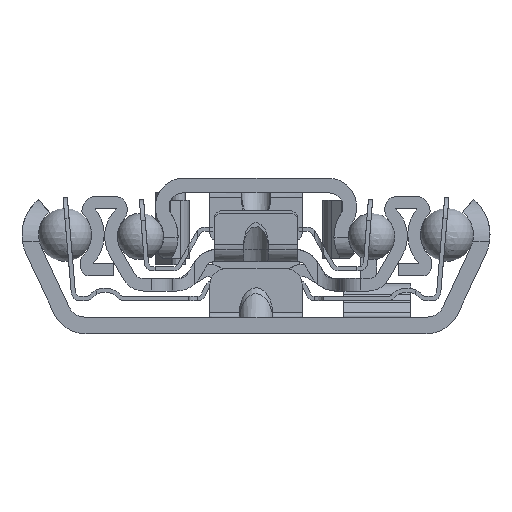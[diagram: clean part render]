
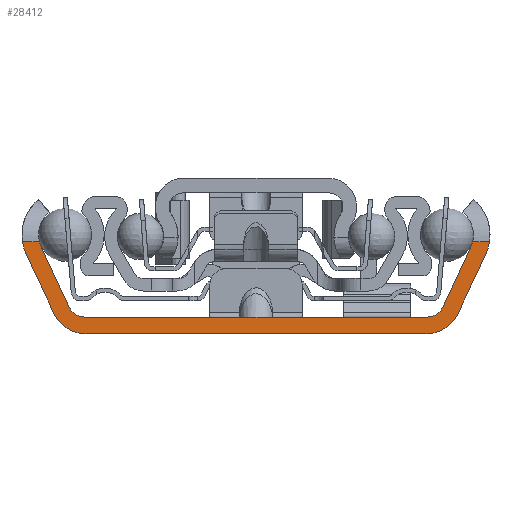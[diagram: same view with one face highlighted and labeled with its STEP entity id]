
A CAD part, left-side view. The second image highlights one B-rep face of the part: STEP entity #28412.
In plain terms, the highlighted planar face has unit normal (-1, 0, 0).
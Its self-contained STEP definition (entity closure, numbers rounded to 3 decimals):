
#516=PLANE('',#30402);
#1626=FACE_OUTER_BOUND('',#3122,.T.);
#3122=EDGE_LOOP('',(#19833,#19834,#19835,#19836,#19837,#19838,#19839,#19840,
#19841,#19842,#19843,#19844,#19845,#19846,#19847,#19848));
#4562=LINE('',#42101,#7256);
#4691=LINE('',#43249,#7385);
#4826=LINE('',#43730,#7520);
#4827=LINE('',#43745,#7521);
#4831=LINE('',#43756,#7525);
#4833=LINE('',#43763,#7527);
#4836=LINE('',#43772,#7530);
#4838=LINE('',#43779,#7532);
#7256=VECTOR('',#33145,10.);
#7385=VECTOR('',#33672,10.);
#7520=VECTOR('',#34047,10.);
#7521=VECTOR('',#34052,10.);
#7525=VECTOR('',#34068,10.);
#7527=VECTOR('',#34076,10.);
#7530=VECTOR('',#34089,10.);
#7532=VECTOR('',#34097,10.);
#10092=CIRCLE('',#30368,5.475);
#10101=CIRCLE('',#30379,3.5);
#10102=CIRCLE('',#30387,4.25);
#10103=CIRCLE('',#30390,3.5);
#10104=CIRCLE('',#30393,2.);
#10105=CIRCLE('',#30395,2.);
#10106=CIRCLE('',#30398,5.475);
#10107=CIRCLE('',#30401,4.25);
#11424=VERTEX_POINT('',#42099);
#11425=VERTEX_POINT('',#42100);
#11630=VERTEX_POINT('',#43247);
#11631=VERTEX_POINT('',#43248);
#11737=VERTEX_POINT('',#43661);
#11738=VERTEX_POINT('',#43674);
#11748=VERTEX_POINT('',#43701);
#11749=VERTEX_POINT('',#43712);
#11750=VERTEX_POINT('',#43716);
#11752=VERTEX_POINT('',#43733);
#11754=VERTEX_POINT('',#43752);
#11755=VERTEX_POINT('',#43758);
#11756=VERTEX_POINT('',#43762);
#11757=VERTEX_POINT('',#43768);
#11758=VERTEX_POINT('',#43774);
#11759=VERTEX_POINT('',#43778);
#14364=EDGE_CURVE('',#11424,#11425,#4562,.T.);
#14663=EDGE_CURVE('',#11630,#11631,#4691,.T.);
#14839=EDGE_CURVE('',#11737,#11738,#10092,.T.);
#14855=EDGE_CURVE('',#11748,#11749,#10101,.T.);
#14858=EDGE_CURVE('',#11750,#11748,#4826,.T.);
#14861=EDGE_CURVE('',#11752,#11737,#4827,.T.);
#14865=EDGE_CURVE('',#11754,#11630,#10102,.T.);
#14867=EDGE_CURVE('',#11738,#11754,#4831,.T.);
#14869=EDGE_CURVE('',#11755,#11752,#10103,.T.);
#14870=EDGE_CURVE('',#11756,#11755,#4833,.T.);
#14872=EDGE_CURVE('',#11425,#11756,#10104,.T.);
#14873=EDGE_CURVE('',#11757,#11424,#10105,.T.);
#14875=EDGE_CURVE('',#11749,#11757,#4836,.T.);
#14877=EDGE_CURVE('',#11758,#11750,#10106,.T.);
#14878=EDGE_CURVE('',#11759,#11758,#4838,.T.);
#14880=EDGE_CURVE('',#11631,#11759,#10107,.T.);
#19833=ORIENTED_EDGE('',*,*,#14861,.F.);
#19834=ORIENTED_EDGE('',*,*,#14869,.F.);
#19835=ORIENTED_EDGE('',*,*,#14870,.F.);
#19836=ORIENTED_EDGE('',*,*,#14872,.F.);
#19837=ORIENTED_EDGE('',*,*,#14364,.F.);
#19838=ORIENTED_EDGE('',*,*,#14873,.F.);
#19839=ORIENTED_EDGE('',*,*,#14875,.F.);
#19840=ORIENTED_EDGE('',*,*,#14855,.F.);
#19841=ORIENTED_EDGE('',*,*,#14858,.F.);
#19842=ORIENTED_EDGE('',*,*,#14877,.F.);
#19843=ORIENTED_EDGE('',*,*,#14878,.F.);
#19844=ORIENTED_EDGE('',*,*,#14880,.F.);
#19845=ORIENTED_EDGE('',*,*,#14663,.F.);
#19846=ORIENTED_EDGE('',*,*,#14865,.F.);
#19847=ORIENTED_EDGE('',*,*,#14867,.F.);
#19848=ORIENTED_EDGE('',*,*,#14839,.F.);
#28412=ADVANCED_FACE('',(#1626),#516,.F.);
#30368=AXIS2_PLACEMENT_3D('',#43675,#34014,#34015);
#30379=AXIS2_PLACEMENT_3D('',#43713,#34042,#34043);
#30387=AXIS2_PLACEMENT_3D('',#43753,#34063,#34064);
#30390=AXIS2_PLACEMENT_3D('',#43760,#34072,#34073);
#30393=AXIS2_PLACEMENT_3D('',#43766,#34080,#34081);
#30395=AXIS2_PLACEMENT_3D('',#43769,#34084,#34085);
#30398=AXIS2_PLACEMENT_3D('',#43776,#34093,#34094);
#30401=AXIS2_PLACEMENT_3D('',#43782,#34101,#34102);
#30402=AXIS2_PLACEMENT_3D('',#43783,#34103,#34104);
#33145=DIRECTION('',(0.,-1.,0.));
#33672=DIRECTION('',(0.,1.,0.));
#34014=DIRECTION('center_axis',(1.,0.,0.));
#34015=DIRECTION('ref_axis',(0.,-0.641,0.767));
#34042=DIRECTION('center_axis',(-1.,0.,0.));
#34043=DIRECTION('ref_axis',(0.,-0.906,0.423));
#34047=DIRECTION('',(0.,-1.,0.));
#34052=DIRECTION('',(0.,-1.,0.));
#34063=DIRECTION('center_axis',(1.,0.,0.));
#34064=DIRECTION('ref_axis',(0.,-0.906,-0.423));
#34068=DIRECTION('',(0.,0.423,-0.906));
#34072=DIRECTION('center_axis',(-1.,0.,0.));
#34073=DIRECTION('ref_axis',(0.,0.636,-0.772));
#34076=DIRECTION('',(0.,-0.423,0.906));
#34080=DIRECTION('center_axis',(-1.,0.,0.));
#34081=DIRECTION('ref_axis',(0.,0.906,0.423));
#34084=DIRECTION('center_axis',(-1.,0.,0.));
#34085=DIRECTION('ref_axis',(0.,0.,1.));
#34089=DIRECTION('',(0.,-0.423,-0.906));
#34093=DIRECTION('center_axis',(1.,0.,0.));
#34094=DIRECTION('ref_axis',(0.,0.906,-0.423));
#34097=DIRECTION('',(0.,0.423,0.906));
#34101=DIRECTION('center_axis',(1.,0.,0.));
#34102=DIRECTION('ref_axis',(0.,0.,-1.));
#34103=DIRECTION('center_axis',(1.,0.,0.));
#34104=DIRECTION('ref_axis',(0.,0.,-1.));
#42099=CARTESIAN_POINT('',(0.,20.443,2.));
#42100=CARTESIAN_POINT('',(0.,-20.443,2.));
#42101=CARTESIAN_POINT('',(0.,20.443,2.));
#43247=CARTESIAN_POINT('',(0.,-20.256,0.));
#43248=CARTESIAN_POINT('',(0.,20.256,0.));
#43249=CARTESIAN_POINT('',(0.,0.,0.));
#43661=CARTESIAN_POINT('',(0.,-27.841,11.));
#43674=CARTESIAN_POINT('',(0.,-27.387,9.486));
#43675=CARTESIAN_POINT('Origin',(0.,-22.425,11.8));
#43701=CARTESIAN_POINT('',(0.,25.832,11.));
#43712=CARTESIAN_POINT('',(0.,25.597,10.321));
#43713=CARTESIAN_POINT('Origin',(0.,22.425,11.8));
#43716=CARTESIAN_POINT('',(0.,27.841,11.));
#43730=CARTESIAN_POINT('',(0.,0.,11.));
#43733=CARTESIAN_POINT('',(0.,-25.832,11.));
#43745=CARTESIAN_POINT('',(0.,0.,11.));
#43752=CARTESIAN_POINT('',(0.,-24.108,2.454));
#43753=CARTESIAN_POINT('Origin',(0.,-20.256,4.25));
#43756=CARTESIAN_POINT('',(0.,-27.387,9.486));
#43758=CARTESIAN_POINT('',(0.,-25.597,10.321));
#43760=CARTESIAN_POINT('Origin',(0.,-22.425,11.8));
#43762=CARTESIAN_POINT('',(0.,-22.255,3.155));
#43763=CARTESIAN_POINT('',(0.,-22.255,3.155));
#43766=CARTESIAN_POINT('Origin',(0.,-20.443,4.));
#43768=CARTESIAN_POINT('',(0.,22.255,3.155));
#43769=CARTESIAN_POINT('Origin',(0.,20.443,4.));
#43772=CARTESIAN_POINT('',(0.,25.597,10.321));
#43774=CARTESIAN_POINT('',(0.,27.387,9.486));
#43776=CARTESIAN_POINT('Origin',(0.,22.425,11.8));
#43778=CARTESIAN_POINT('',(0.,24.108,2.454));
#43779=CARTESIAN_POINT('',(0.,24.108,2.454));
#43782=CARTESIAN_POINT('Origin',(0.,20.256,4.25));
#43783=CARTESIAN_POINT('Origin',(0.,0.,4.008));
